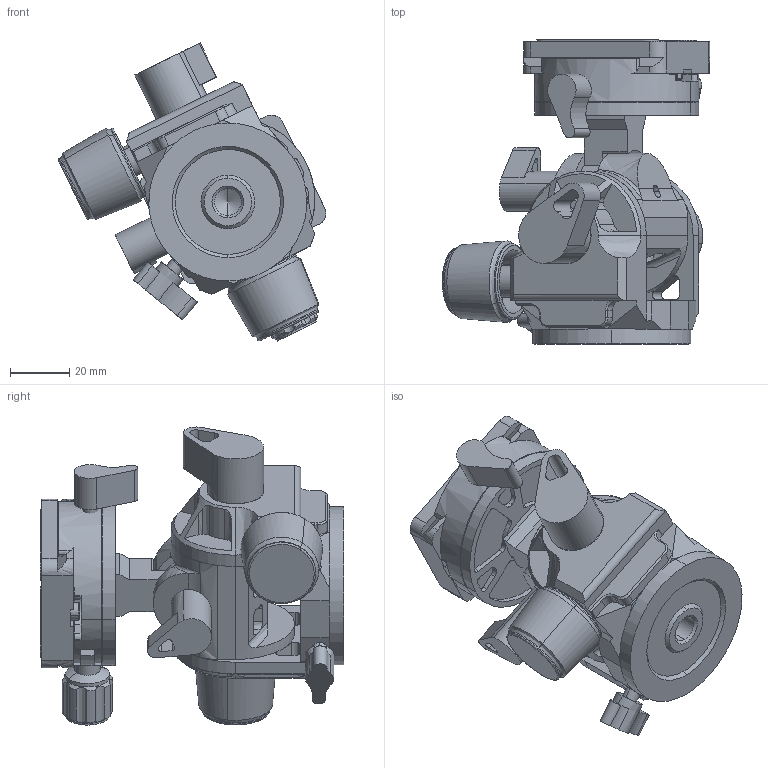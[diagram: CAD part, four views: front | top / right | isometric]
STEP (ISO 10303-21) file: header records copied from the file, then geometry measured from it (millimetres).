
FILE_DESCRIPTION(('FreeCAD Model'),'2;1');
FILE_NAME('Open CASCADE Shape Model','2025-05-02T18:54:57',('FreeCAD'),( 'FreeCAD'),'Open CASCADE STEP processor 7.6','FreeCAD','Unknown');
FILE_SCHEMA(('AUTOMOTIVE_DESIGN { 1 0 10303 214 1 1 1 1 }'));
Length unit declared in the file: millimetre
Products named in the file (1): Open CASCADE STEP translator 7.6 1
Bounding box: 90.27 x 102.59 x 100.59 mm (x, y, z)
Volume: 181060.4 mm3; surface area: 76011.1 mm2
Topology: 19 solids, 19 shells, 817 faces, 2075 edges, 1325 vertices
Faces by surface type: bspline 817
Entity records: 25164 total; most frequent: CARTESIAN_POINT 13544, ORIENTED_EDGE 4122, EDGE_CURVE 2061, VERTEX_POINT 1325, B_SPLINE_CURVE_WITH_KNOTS 1149, FACE_BOUND 892, EDGE_LOOP 892, ADVANCED_FACE 817
